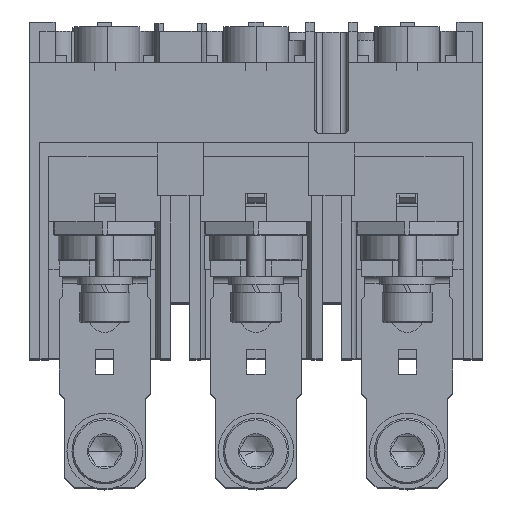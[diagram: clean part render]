
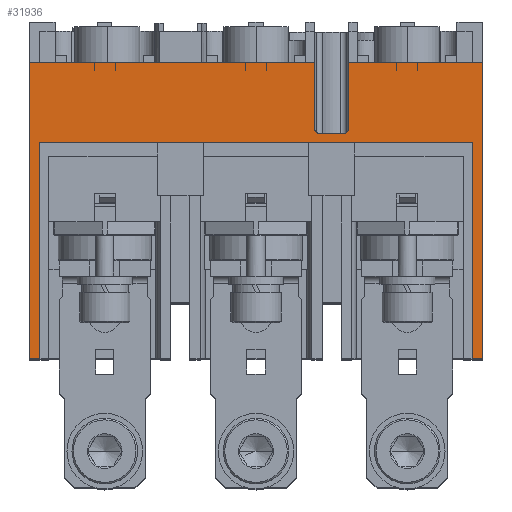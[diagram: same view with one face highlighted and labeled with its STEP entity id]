
A CAD part, top view. The second image highlights one B-rep face of the part: STEP entity #31936.
In plain terms, the highlighted planar face has unit normal (0, 0, 1).
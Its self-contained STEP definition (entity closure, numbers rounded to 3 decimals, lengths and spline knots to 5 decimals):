
#6359=CARTESIAN_POINT('',(0.0624,0.04571,-0.0147));
#6360=DIRECTION('',(0.,0.,-1.));
#6361=DIRECTION('',(1.,0.,0.));
#6362=AXIS2_PLACEMENT_3D('',#6359,#6360,#6361);
#6364=DIRECTION('',(0.,-1.,0.));
#6365=VECTOR('',#6364,0.0131);
#6366=CARTESIAN_POINT('',(0.0634,0.05881,-0.0147));
#6367=LINE('',#6366,#6365);
#6368=DIRECTION('',(-1.,0.,0.));
#6369=VECTOR('',#6368,0.0266);
#6370=CARTESIAN_POINT('',(0.09,0.05881,-0.0147));
#6371=LINE('',#6370,#6369);
#6372=DIRECTION('',(0.,1.,0.));
#6373=VECTOR('',#6372,0.0588);
#6374=CARTESIAN_POINT('',(0.09,0.00001,-0.0147));
#6375=LINE('',#6374,#6373);
#6376=DIRECTION('',(1.,0.,0.));
#6377=VECTOR('',#6376,0.00215);
#6378=CARTESIAN_POINT('',(0.08785,0.00001,-0.0147));
#6379=LINE('',#6378,#6377);
#6380=DIRECTION('',(1.,0.,0.));
#6381=VECTOR('',#6380,0.0857);
#6382=CARTESIAN_POINT('',(0.00215,0.04281,-0.0147));
#6383=LINE('',#6382,#6381);
#6384=DIRECTION('',(0.,1.,0.));
#6385=VECTOR('',#6384,0.0428);
#6386=CARTESIAN_POINT('',(0.00215,0.00001,-0.0147));
#6387=LINE('',#6386,#6385);
#6388=DIRECTION('',(1.,0.,0.));
#6389=VECTOR('',#6388,0.00215);
#6390=CARTESIAN_POINT('',(0.,0.00001,-0.0147));
#6391=LINE('',#6390,#6389);
#6392=DIRECTION('',(0.,-1.,0.));
#6393=VECTOR('',#6392,0.0588);
#6394=CARTESIAN_POINT('',(0.,0.05881,-0.0147));
#6395=LINE('',#6394,#6393);
#6396=DIRECTION('',(-1.,0.,0.));
#6397=VECTOR('',#6396,0.0566);
#6398=CARTESIAN_POINT('',(0.0566,0.05881,-0.0147));
#6399=LINE('',#6398,#6397);
#6400=DIRECTION('',(0.,1.,0.));
#6401=VECTOR('',#6400,0.0131);
#6402=CARTESIAN_POINT('',(0.0566,0.04571,-0.0147));
#6403=LINE('',#6402,#6401);
#6404=CARTESIAN_POINT('',(0.0576,0.04571,-0.0147));
#6405=DIRECTION('',(0.,0.,-1.));
#6406=DIRECTION('',(0.,-1.,0.));
#6407=AXIS2_PLACEMENT_3D('',#6404,#6405,#6406);
#6417=DIRECTION('',(1.,0.,0.));
#6418=VECTOR('',#6417,0.0048);
#6419=CARTESIAN_POINT('',(0.0576,0.04471,-0.0147));
#6420=LINE('',#6419,#6418);
#6559=DIRECTION('',(0.,1.,0.));
#6560=VECTOR('',#6559,0.0428);
#6561=CARTESIAN_POINT('',(0.08785,0.00001,-0.0147));
#6562=LINE('',#6561,#6560);
#15836=CARTESIAN_POINT('',(0.,0.00001,-0.0147));
#15837=VERTEX_POINT('',#15836);
#15838=CARTESIAN_POINT('',(0.00215,0.00001,-0.0147));
#15839=VERTEX_POINT('',#15838);
#15916=CARTESIAN_POINT('',(0.,0.05881,-0.0147));
#15917=VERTEX_POINT('',#15916);
#16450=CARTESIAN_POINT('',(0.09,0.00001,-0.0147));
#16451=VERTEX_POINT('',#16450);
#16452=CARTESIAN_POINT('',(0.09,0.05881,-0.0147));
#16453=VERTEX_POINT('',#16452);
#17061=CARTESIAN_POINT('',(0.0566,0.05881,-0.0147));
#17062=VERTEX_POINT('',#17061);
#17353=CARTESIAN_POINT('',(0.0566,0.04571,-0.0147));
#17354=VERTEX_POINT('',#17353);
#17379=CARTESIAN_POINT('',(0.0634,0.05881,-0.0147));
#17380=VERTEX_POINT('',#17379);
#17381=CARTESIAN_POINT('',(0.0634,0.04571,-0.0147));
#17382=VERTEX_POINT('',#17381);
#17781=CARTESIAN_POINT('',(0.08785,0.00001,-0.0147));
#17782=VERTEX_POINT('',#17781);
#18402=CARTESIAN_POINT('',(0.00215,0.04281,-0.0147));
#18403=VERTEX_POINT('',#18402);
#18404=CARTESIAN_POINT('',(0.08785,0.04281,-0.0147));
#18405=VERTEX_POINT('',#18404);
#18424=CARTESIAN_POINT('',(0.0576,0.04471,-0.0147));
#18425=VERTEX_POINT('',#18424);
#18426=CARTESIAN_POINT('',(0.0624,0.04471,-0.0147));
#18427=VERTEX_POINT('',#18426);
#31910=CARTESIAN_POINT('',(0.,0.00001,-0.0147));
#31911=DIRECTION('',(0.,0.,1.));
#31912=DIRECTION('',(1.,0.,0.));
#31913=AXIS2_PLACEMENT_3D('',#31910,#31911,#31912);
#31914=PLANE('',#31913);
#31916=ORIENTED_EDGE('',*,*,#31915,.F.);
#31917=ORIENTED_EDGE('',*,*,#31881,.F.);
#31918=ORIENTED_EDGE('',*,*,#23318,.F.);
#31919=ORIENTED_EDGE('',*,*,#21546,.F.);
#31920=ORIENTED_EDGE('',*,*,#23751,.F.);
#31922=ORIENTED_EDGE('',*,*,#31921,.T.);
#31923=ORIENTED_EDGE('',*,*,#23889,.F.);
#31925=ORIENTED_EDGE('',*,*,#31924,.F.);
#31926=ORIENTED_EDGE('',*,*,#24162,.F.);
#31927=ORIENTED_EDGE('',*,*,#24296,.F.);
#31928=ORIENTED_EDGE('',*,*,#28395,.F.);
#31929=ORIENTED_EDGE('',*,*,#30188,.F.);
#31931=ORIENTED_EDGE('',*,*,#31930,.F.);
#31933=ORIENTED_EDGE('',*,*,#31932,.T.);
#31934=EDGE_LOOP('',(#31916,#31917,#31918,#31919,#31920,#31922,#31923,#31925,
#31926,#31927,#31928,#31929,#31931,#31933));
#31935=FACE_OUTER_BOUND('',#31934,.F.);
#31936=ADVANCED_FACE('',(#31935),#31914,.T.);
#6363=CIRCLE('',#6362,0.001);
#6408=CIRCLE('',#6407,0.001);
#21546=EDGE_CURVE('',#16451,#16453,#6375,.T.);
#23318=EDGE_CURVE('',#16453,#17380,#6371,.T.);
#23751=EDGE_CURVE('',#17782,#16451,#6379,.T.);
#23889=EDGE_CURVE('',#18403,#18405,#6383,.T.);
#24162=EDGE_CURVE('',#15837,#15839,#6391,.T.);
#24296=EDGE_CURVE('',#15917,#15837,#6395,.T.);
#28395=EDGE_CURVE('',#17062,#15917,#6399,.T.);
#30188=EDGE_CURVE('',#17354,#17062,#6403,.T.);
#31881=EDGE_CURVE('',#17380,#17382,#6367,.T.);
#31915=EDGE_CURVE('',#17382,#18427,#6363,.T.);
#31921=EDGE_CURVE('',#17782,#18405,#6562,.T.);
#31924=EDGE_CURVE('',#15839,#18403,#6387,.T.);
#31930=EDGE_CURVE('',#18425,#17354,#6408,.T.);
#31932=EDGE_CURVE('',#18425,#18427,#6420,.T.);
